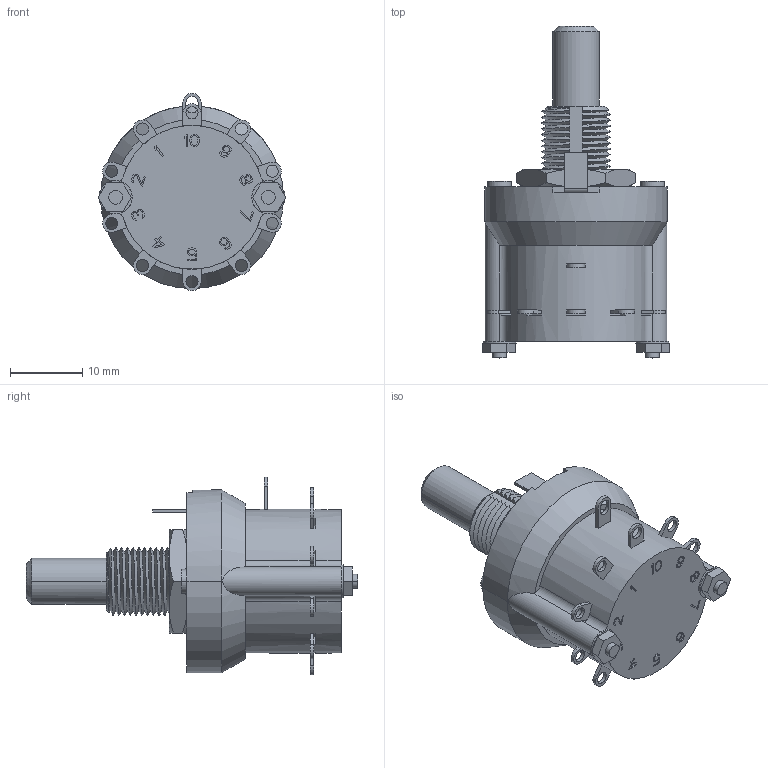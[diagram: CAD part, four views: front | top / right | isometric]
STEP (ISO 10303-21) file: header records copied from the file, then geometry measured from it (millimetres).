
FILE_DESCRIPTION((''),'2;1');
FILE_NAME('42ASM_ASM','2015-01-21T',('amercuri'),(''),'PRO/ENGINEER BY PARAMETRIC TECHNOLOGY CORPORATION, 2011490','PRO/ENGINEER BY PARAMETRIC TECHNOLOGY CORPORATION, 2011490','');
FILE_SCHEMA(('CONFIG_CONTROL_DESIGN'));
Length unit declared in the file: inch
Products named in the file (3): 42_AF0; 42C2002-1; 42ASM_ASM
Assembly tree (2 placements, depth 2):
  42ASM_ASM
    42_AF0
    42C2002-1
Bounding box: 25.91 x 45.8 x 27.24 mm (x, y, z)
Volume: 9747.2 mm3; surface area: 4677.1 mm2
Topology: 2 solids, 2 shells, 690 faces, 1919 edges, 1263 vertices
Faces by surface type: plane 564, cylinder 62, bspline 46, cone 18
Entity records: 34560 total; most frequent: CARTESIAN_POINT 17020, ORIENTED_EDGE 3838, DIRECTION 3244, EDGE_CURVE 1919, VECTOR 1562, LINE 1562, VERTEX_POINT 1263, AXIS2_PLACEMENT_3D 841
